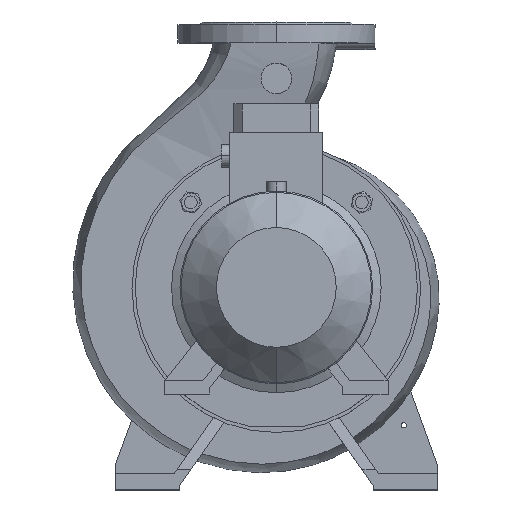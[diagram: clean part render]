
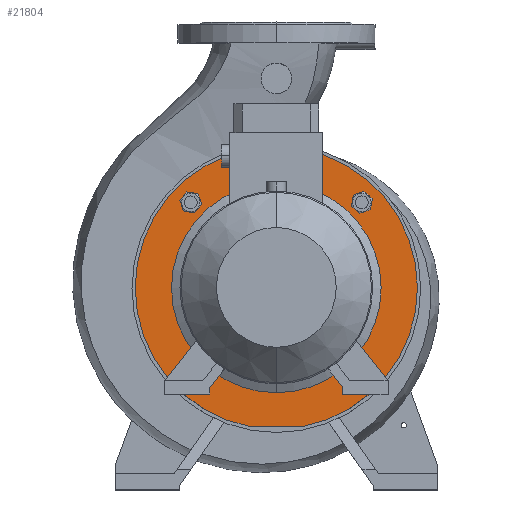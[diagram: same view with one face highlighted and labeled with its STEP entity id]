
A CAD part, top view. The second image highlights one B-rep face of the part: STEP entity #21804.
In plain terms, the highlighted planar face has unit normal (0, 0, 1).
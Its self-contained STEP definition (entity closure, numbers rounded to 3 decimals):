
#81 = CIRCLE ( 'NONE', #28837, 11.4 ) ;
#217 = CARTESIAN_POINT ( 'NONE',  ( 104.086, 94.839, 243. ) ) ;
#459 = ORIENTED_EDGE ( 'NONE', *, *, #50580, .F. ) ;
#1655 = ORIENTED_EDGE ( 'NONE', *, *, #4168, .F. ) ;
#1833 = EDGE_LOOP ( 'NONE', ( #51090, #50896 ) ) ;
#1903 = DIRECTION ( 'NONE',  ( 0., 0., -1. ) ) ;
#2044 = FACE_BOUND ( 'NONE', #1833, .T. ) ;
#2131 = DIRECTION ( 'NONE',  ( 0., -1., 0. ) ) ;
#2201 = CARTESIAN_POINT ( 'NONE',  ( 0., 0., 243. ) ) ;
#2357 = VERTEX_POINT ( 'NONE', #29292 ) ;
#3237 = CARTESIAN_POINT ( 'NONE',  ( -106.066, -106.066, 243. ) ) ;
#4095 = VECTOR ( 'NONE', #60995, 1000. ) ;
#4168 = EDGE_CURVE ( 'NONE', #61429, #55397, #33219, .T. ) ;
#6141 = ORIENTED_EDGE ( 'NONE', *, *, #10408, .T. ) ;
#6452 = DIRECTION ( 'NONE',  ( 0., 0., -1. ) ) ;
#6835 = FACE_OUTER_BOUND ( 'NONE', #17916, .T. ) ;
#7320 = DIRECTION ( 'NONE',  ( 0., -1., 0. ) ) ;
#7504 = VERTEX_POINT ( 'NONE', #33217 ) ;
#7884 = DIRECTION ( 'NONE',  ( 0., -1., 0. ) ) ;
#8659 = AXIS2_PLACEMENT_3D ( 'NONE', #36426, #50912, #15983 ) ;
#9259 = CIRCLE ( 'NONE', #58502, 11.4 ) ;
#9602 = ORIENTED_EDGE ( 'NONE', *, *, #31390, .F. ) ;
#10368 = VERTEX_POINT ( 'NONE', #48521 ) ;
#10408 = EDGE_CURVE ( 'NONE', #39691, #23838, #17370, .T. ) ;
#10965 = VERTEX_POINT ( 'NONE', #17005 ) ;
#12913 = DIRECTION ( 'NONE',  ( 0., 1., 0. ) ) ;
#13050 = EDGE_CURVE ( 'NONE', #2357, #30571, #32228, .T. ) ;
#13135 = EDGE_CURVE ( 'NONE', #55397, #10368, #41865, .T. ) ;
#13392 = DIRECTION ( 'NONE',  ( 0., 0., -1. ) ) ;
#15983 = DIRECTION ( 'NONE',  ( 0., -1., 0. ) ) ;
#16321 = DIRECTION ( 'NONE',  ( 0., -1., 0. ) ) ;
#16783 = VERTEX_POINT ( 'NONE', #39599 ) ;
#17005 = CARTESIAN_POINT ( 'NONE',  ( 117.293, -108.046, 243. ) ) ;
#17370 = CIRCLE ( 'NONE', #57582, 11.4 ) ;
#17427 = AXIS2_PLACEMENT_3D ( 'NONE', #55706, #25035, #25249 ) ;
#17487 = CARTESIAN_POINT ( 'NONE',  ( 106.066, -106.066, 243. ) ) ;
#17916 = EDGE_LOOP ( 'NONE', ( #25516, #20070, #1655 ) ) ;
#17922 = FACE_BOUND ( 'NONE', #39644, .T. ) ;
#18028 = DIRECTION ( 'NONE',  ( 0., 0., 1. ) ) ;
#19630 = EDGE_LOOP ( 'NONE', ( #459, #56821 ) ) ;
#20070 = ORIENTED_EDGE ( 'NONE', *, *, #13135, .F. ) ;
#20297 = ORIENTED_EDGE ( 'NONE', *, *, #52055, .T. ) ;
#20828 = EDGE_CURVE ( 'NONE', #10965, #46516, #63144, .T. ) ;
#21804 = ADVANCED_FACE ( 'NONE', ( #53737, #27472, #17922, #64764, #6835, #2044 ), #32779, .T. ) ;
#22028 = AXIS2_PLACEMENT_3D ( 'NONE', #40044, #64581, #49986 ) ;
#22397 = DIRECTION ( 'NONE',  ( 0., -1., 0. ) ) ;
#22436 = CARTESIAN_POINT ( 'NONE',  ( -106.066, 106.066, 243. ) ) ;
#22868 = CARTESIAN_POINT ( 'NONE',  ( -106.066, -106.066, 243. ) ) ;
#23151 = EDGE_CURVE ( 'NONE', #30571, #2357, #38322, .T. ) ;
#23838 = VERTEX_POINT ( 'NONE', #31881 ) ;
#24264 = EDGE_LOOP ( 'NONE', ( #62299, #38655 ) ) ;
#25035 = DIRECTION ( 'NONE',  ( 0., 0., -1. ) ) ;
#25249 = DIRECTION ( 'NONE',  ( 0., 1., 0. ) ) ;
#25516 = ORIENTED_EDGE ( 'NONE', *, *, #53213, .T. ) ;
#27472 = FACE_BOUND ( 'NONE', #24264, .T. ) ;
#27890 = DIRECTION ( 'NONE',  ( 0., -1., 0. ) ) ;
#28837 = AXIS2_PLACEMENT_3D ( 'NONE', #3237, #18028, #7884 ) ;
#29292 = CARTESIAN_POINT ( 'NONE',  ( 108.046, 117.293, 243. ) ) ;
#29953 = CARTESIAN_POINT ( 'NONE',  ( -175., -172., 243. ) ) ;
#30032 = AXIS2_PLACEMENT_3D ( 'NONE', #41717, #46802, #16321 ) ;
#30571 = VERTEX_POINT ( 'NONE', #217 ) ;
#31390 = EDGE_CURVE ( 'NONE', #31744, #7504, #81, .T. ) ;
#31744 = VERTEX_POINT ( 'NONE', #40262 ) ;
#31881 = CARTESIAN_POINT ( 'NONE',  ( -94.839, 104.086, 243. ) ) ;
#32228 = CIRCLE ( 'NONE', #22028, 11.4 ) ;
#32329 = DIRECTION ( 'NONE',  ( 0., 1., 0. ) ) ;
#32779 = PLANE ( 'NONE',  #44758 ) ;
#32806 = DIRECTION ( 'NONE',  ( 0., 0., 1. ) ) ;
#33138 = DIRECTION ( 'NONE',  ( 0., 0., 1. ) ) ;
#33217 = CARTESIAN_POINT ( 'NONE',  ( -104.086, -94.839, 243. ) ) ;
#33219 = CIRCLE ( 'NONE', #64259, 175. ) ;
#33235 = DIRECTION ( 'NONE',  ( 0., 0., 1. ) ) ;
#34618 = CARTESIAN_POINT ( 'NONE',  ( -117.293, 108.046, 243. ) ) ;
#34696 = CARTESIAN_POINT ( 'NONE',  ( -32.265, -172., 243. ) ) ;
#35675 = EDGE_CURVE ( 'NONE', #63707, #16783, #64148, .T. ) ;
#36426 = CARTESIAN_POINT ( 'NONE',  ( 106.066, 106.066, 243. ) ) ;
#36816 = DIRECTION ( 'NONE',  ( 0., 1., 0. ) ) ;
#38322 = CIRCLE ( 'NONE', #8659, 11.4 ) ;
#38335 = CARTESIAN_POINT ( 'NONE',  ( 0., 130., 243. ) ) ;
#38655 = ORIENTED_EDGE ( 'NONE', *, *, #13050, .F. ) ;
#38716 = ORIENTED_EDGE ( 'NONE', *, *, #40648, .F. ) ;
#39599 = CARTESIAN_POINT ( 'NONE',  ( 0., -130., 243. ) ) ;
#39644 = EDGE_LOOP ( 'NONE', ( #38716, #9602 ) ) ;
#39691 = VERTEX_POINT ( 'NONE', #34618 ) ;
#39972 = EDGE_LOOP ( 'NONE', ( #20297, #6141 ) ) ;
#40044 = CARTESIAN_POINT ( 'NONE',  ( 106.066, 106.066, 243. ) ) ;
#40240 = CIRCLE ( 'NONE', #43619, 11.4 ) ;
#40262 = CARTESIAN_POINT ( 'NONE',  ( -108.046, -117.293, 243. ) ) ;
#40648 = EDGE_CURVE ( 'NONE', #7504, #31744, #9259, .T. ) ;
#41684 = CIRCLE ( 'NONE', #45816, 11.4 ) ;
#41717 = CARTESIAN_POINT ( 'NONE',  ( 106.066, -106.066, 243. ) ) ;
#41865 = CIRCLE ( 'NONE', #17427, 175. ) ;
#42386 = DIRECTION ( 'NONE',  ( 0., 0., -1. ) ) ;
#42889 = CIRCLE ( 'NONE', #57329, 130. ) ;
#42926 = EDGE_CURVE ( 'NONE', #16783, #63707, #42889, .T. ) ;
#43619 = AXIS2_PLACEMENT_3D ( 'NONE', #17487, #32806, #7320 ) ;
#44758 = AXIS2_PLACEMENT_3D ( 'NONE', #63833, #33235, #27890 ) ;
#45816 = AXIS2_PLACEMENT_3D ( 'NONE', #52111, #52327, #57394 ) ;
#46516 = VERTEX_POINT ( 'NONE', #62035 ) ;
#46802 = DIRECTION ( 'NONE',  ( 0., 0., 1. ) ) ;
#48521 = CARTESIAN_POINT ( 'NONE',  ( 32.265, -172., 243. ) ) ;
#49986 = DIRECTION ( 'NONE',  ( 0., -1., 0. ) ) ;
#50580 = EDGE_CURVE ( 'NONE', #46516, #10965, #40240, .T. ) ;
#50896 = ORIENTED_EDGE ( 'NONE', *, *, #42926, .T. ) ;
#50912 = DIRECTION ( 'NONE',  ( 0., 0., 1. ) ) ;
#50947 = LINE ( 'NONE', #29953, #4095 ) ;
#51090 = ORIENTED_EDGE ( 'NONE', *, *, #35675, .T. ) ;
#52055 = EDGE_CURVE ( 'NONE', #23838, #39691, #41684, .T. ) ;
#52111 = CARTESIAN_POINT ( 'NONE',  ( -106.066, 106.066, 243. ) ) ;
#52327 = DIRECTION ( 'NONE',  ( 0., 0., -1. ) ) ;
#52781 = CARTESIAN_POINT ( 'NONE',  ( 0., 0., 243. ) ) ;
#53213 = EDGE_CURVE ( 'NONE', #61429, #10368, #50947, .T. ) ;
#53737 = FACE_BOUND ( 'NONE', #39972, .T. ) ;
#55397 = VERTEX_POINT ( 'NONE', #61071 ) ;
#55706 = CARTESIAN_POINT ( 'NONE',  ( 0., 0., 243. ) ) ;
#56821 = ORIENTED_EDGE ( 'NONE', *, *, #20828, .F. ) ;
#57329 = AXIS2_PLACEMENT_3D ( 'NONE', #64596, #13392, #12913 ) ;
#57394 = DIRECTION ( 'NONE',  ( 0., -1., 0. ) ) ;
#57582 = AXIS2_PLACEMENT_3D ( 'NONE', #22436, #1903, #2131 ) ;
#58502 = AXIS2_PLACEMENT_3D ( 'NONE', #22868, #33138, #22397 ) ;
#58987 = AXIS2_PLACEMENT_3D ( 'NONE', #52781, #42386, #32329 ) ;
#60995 = DIRECTION ( 'NONE',  ( 1., 0., 0. ) ) ;
#61071 = CARTESIAN_POINT ( 'NONE',  ( 0., 175., 243. ) ) ;
#61429 = VERTEX_POINT ( 'NONE', #34696 ) ;
#62035 = CARTESIAN_POINT ( 'NONE',  ( 94.839, -104.086, 243. ) ) ;
#62299 = ORIENTED_EDGE ( 'NONE', *, *, #23151, .F. ) ;
#63144 = CIRCLE ( 'NONE', #30032, 11.4 ) ;
#63707 = VERTEX_POINT ( 'NONE', #38335 ) ;
#63833 = CARTESIAN_POINT ( 'NONE',  ( 0., 175., 243. ) ) ;
#64148 = CIRCLE ( 'NONE', #58987, 130. ) ;
#64259 = AXIS2_PLACEMENT_3D ( 'NONE', #2201, #6452, #36816 ) ;
#64581 = DIRECTION ( 'NONE',  ( 0., 0., 1. ) ) ;
#64596 = CARTESIAN_POINT ( 'NONE',  ( 0., 0., 243. ) ) ;
#64764 = FACE_BOUND ( 'NONE', #19630, .T. ) ;
